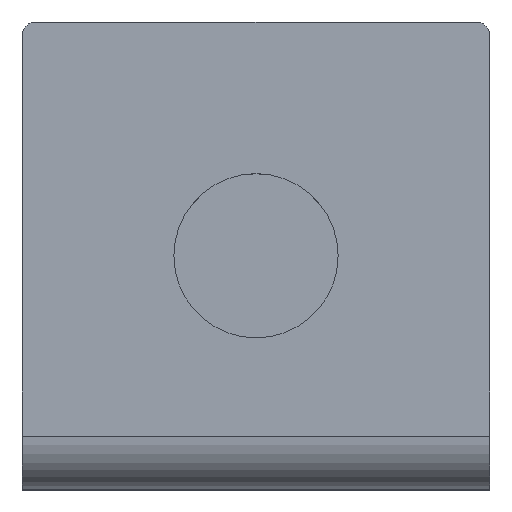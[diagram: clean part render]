
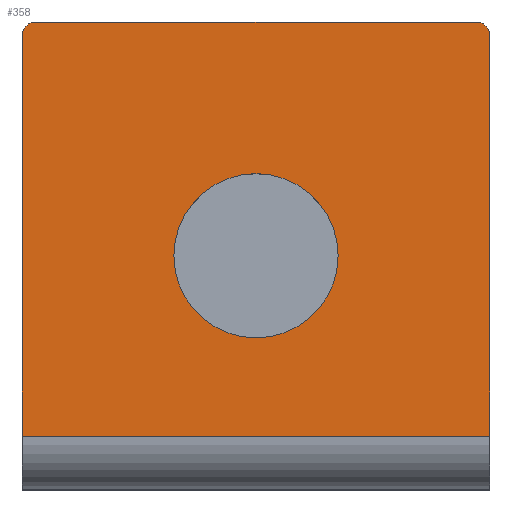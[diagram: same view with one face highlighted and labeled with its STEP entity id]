
A CAD part, top view. The second image highlights one B-rep face of the part: STEP entity #358.
In plain terms, the highlighted planar face has unit normal (0, 0, 1).
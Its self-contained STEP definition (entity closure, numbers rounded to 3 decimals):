
#15=FACE_BOUND('',#53,.T.);
#20=PLANE('',#411);
#33=FACE_OUTER_BOUND('',#52,.T.);
#52=EDGE_LOOP('',(#281,#282,#283,#284,#285,#286));
#53=EDGE_LOOP('',(#287,#288));
#71=LINE('',#560,#104);
#85=LINE('',#600,#118);
#88=LINE('',#614,#121);
#89=LINE('',#616,#122);
#104=VECTOR('',#447,10.);
#118=VECTOR('',#479,10.);
#121=VECTOR('',#494,10.);
#122=VECTOR('',#497,10.);
#145=CIRCLE('',#409,0.2);
#147=CIRCLE('',#412,0.2);
#148=CIRCLE('',#413,1.23);
#149=CIRCLE('',#414,1.23);
#159=VERTEX_POINT('',#557);
#160=VERTEX_POINT('',#559);
#176=VERTEX_POINT('',#597);
#177=VERTEX_POINT('',#599);
#180=VERTEX_POINT('',#607);
#182=VERTEX_POINT('',#613);
#183=VERTEX_POINT('',#617);
#184=VERTEX_POINT('',#618);
#195=EDGE_CURVE('',#159,#160,#71,.T.);
#215=EDGE_CURVE('',#176,#177,#85,.T.);
#219=EDGE_CURVE('',#180,#176,#145,.T.);
#222=EDGE_CURVE('',#180,#182,#88,.T.);
#223=EDGE_CURVE('',#160,#182,#147,.T.);
#224=EDGE_CURVE('',#177,#159,#89,.T.);
#225=EDGE_CURVE('',#183,#184,#148,.T.);
#226=EDGE_CURVE('',#184,#183,#149,.T.);
#281=ORIENTED_EDGE('',*,*,#219,.F.);
#282=ORIENTED_EDGE('',*,*,#222,.T.);
#283=ORIENTED_EDGE('',*,*,#223,.F.);
#284=ORIENTED_EDGE('',*,*,#195,.F.);
#285=ORIENTED_EDGE('',*,*,#224,.F.);
#286=ORIENTED_EDGE('',*,*,#215,.F.);
#287=ORIENTED_EDGE('',*,*,#225,.T.);
#288=ORIENTED_EDGE('',*,*,#226,.T.);
#358=ADVANCED_FACE('',(#33,#15),#20,.T.);
#409=AXIS2_PLACEMENT_3D('',#608,#487,#488);
#411=AXIS2_PLACEMENT_3D('',#612,#492,#493);
#412=AXIS2_PLACEMENT_3D('',#615,#495,#496);
#413=AXIS2_PLACEMENT_3D('',#619,#498,#499);
#414=AXIS2_PLACEMENT_3D('',#620,#500,#501);
#447=DIRECTION('',(0.,1.,0.));
#479=DIRECTION('',(0.,-1.,0.));
#487=DIRECTION('center_axis',(0.,0.,-1.));
#488=DIRECTION('ref_axis',(0.707,0.707,0.));
#492=DIRECTION('center_axis',(0.,0.,1.));
#493=DIRECTION('ref_axis',(0.,-1.,0.));
#494=DIRECTION('',(-1.,0.,0.));
#495=DIRECTION('center_axis',(0.,0.,-1.));
#496=DIRECTION('ref_axis',(-0.707,0.707,0.));
#497=DIRECTION('',(-1.,0.,0.));
#498=DIRECTION('center_axis',(0.,0.,-1.));
#499=DIRECTION('ref_axis',(1.,0.,0.));
#500=DIRECTION('center_axis',(0.,0.,-1.));
#501=DIRECTION('ref_axis',(1.,0.,0.));
#557=CARTESIAN_POINT('',(-3.5,-2.7,5.));
#559=CARTESIAN_POINT('',(-3.5,3.3,5.));
#560=CARTESIAN_POINT('',(-3.5,-2.7,5.));
#597=CARTESIAN_POINT('',(3.5,3.3,5.));
#599=CARTESIAN_POINT('',(3.5,-2.7,5.));
#600=CARTESIAN_POINT('',(3.5,-2.7,5.));
#607=CARTESIAN_POINT('',(3.3,3.5,5.));
#608=CARTESIAN_POINT('Origin',(3.3,3.3,5.));
#612=CARTESIAN_POINT('Origin',(0.,3.5,5.));
#613=CARTESIAN_POINT('',(-3.3,3.5,5.));
#614=CARTESIAN_POINT('',(0.,3.5,5.));
#615=CARTESIAN_POINT('Origin',(-3.3,3.3,5.));
#616=CARTESIAN_POINT('',(0.,-2.7,5.));
#617=CARTESIAN_POINT('',(1.23,0.,5.));
#618=CARTESIAN_POINT('',(-1.23,0.,5.));
#619=CARTESIAN_POINT('Origin',(0.,0.,5.));
#620=CARTESIAN_POINT('Origin',(0.,0.,5.));
